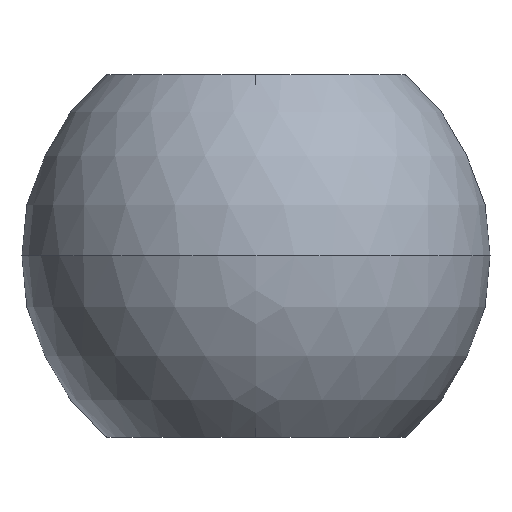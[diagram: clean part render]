
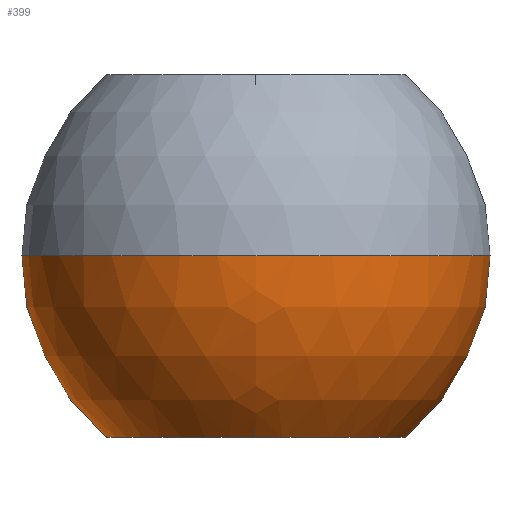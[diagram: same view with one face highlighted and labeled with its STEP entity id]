
A CAD part, left-side view. The second image highlights one B-rep face of the part: STEP entity #399.
In plain terms, the highlighted spherical face has radius 2.75 mm.
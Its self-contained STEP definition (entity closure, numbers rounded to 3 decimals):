
#7 = CIRCLE ( 'NONE', #312, 1.75 ) ;
#17 = CARTESIAN_POINT ( 'NONE',  ( 2.168, 0., -1.692 ) ) ;
#19 = DIRECTION ( 'NONE',  ( 0., 0., -1. ) ) ;
#22 = CARTESIAN_POINT ( 'NONE',  ( 0., 0., 0. ) ) ;
#26 = CARTESIAN_POINT ( 'NONE',  ( 0., 0., -2.121 ) ) ;
#28 = CIRCLE ( 'NONE', #246, 2.75 ) ;
#34 = DIRECTION ( 'NONE',  ( 0., 0., 1. ) ) ;
#44 = DIRECTION ( 'NONE',  ( 0., 0., 1. ) ) ;
#49 = DIRECTION ( 'NONE',  ( 1., 0., 0. ) ) ;
#57 = EDGE_LOOP ( 'NONE', ( #445, #261, #196, #438 ) ) ;
#64 = ORIENTED_EDGE ( 'NONE', *, *, #416, .T. ) ;
#76 = CARTESIAN_POINT ( 'NONE',  ( 2.168, 0., 0. ) ) ;
#77 = CARTESIAN_POINT ( 'NONE',  ( -1.75, 0., -2.121 ) ) ;
#81 = DIRECTION ( 'NONE',  ( 0., 1., 0. ) ) ;
#95 = CIRCLE ( 'NONE', #256, 2.75 ) ;
#107 = DIRECTION ( 'NONE',  ( 0., 0., -1. ) ) ;
#113 = DIRECTION ( 'NONE',  ( 0., 0., 1. ) ) ;
#114 = CIRCLE ( 'NONE', #289, 1.75 ) ;
#122 = ORIENTED_EDGE ( 'NONE', *, *, #376, .T. ) ;
#124 = EDGE_LOOP ( 'NONE', ( #64, #122 ) ) ;
#126 = CARTESIAN_POINT ( 'NONE',  ( 2.168, 1.692, 0. ) ) ;
#130 = VERTEX_POINT ( 'NONE', #126 ) ;
#132 = DIRECTION ( 'NONE',  ( 0., 0., 1. ) ) ;
#142 = CARTESIAN_POINT ( 'NONE',  ( -2.75, 0., 0. ) ) ;
#150 = VERTEX_POINT ( 'NONE', #17 ) ;
#166 = VERTEX_POINT ( 'NONE', #77 ) ;
#182 = DIRECTION ( 'NONE',  ( 0., 0., 1. ) ) ;
#186 = DIRECTION ( 'NONE',  ( 0., 1., 0. ) ) ;
#193 = FACE_BOUND ( 'NONE', #124, .T. ) ;
#196 = ORIENTED_EDGE ( 'NONE', *, *, #302, .T. ) ;
#204 = DIRECTION ( 'NONE',  ( 1., 0., 0. ) ) ;
#222 = CARTESIAN_POINT ( 'NONE',  ( 0., 0., 0. ) ) ;
#223 = CARTESIAN_POINT ( 'NONE',  ( 2.168, -1.692, 0. ) ) ;
#246 = AXIS2_PLACEMENT_3D ( 'NONE', #222, #19, #186 ) ;
#256 = AXIS2_PLACEMENT_3D ( 'NONE', #388, #132, #204 ) ;
#261 = ORIENTED_EDGE ( 'NONE', *, *, #367, .T. ) ;
#262 = VERTEX_POINT ( 'NONE', #337 ) ;
#283 = AXIS2_PLACEMENT_3D ( 'NONE', #76, #353, #44 ) ;
#289 = AXIS2_PLACEMENT_3D ( 'NONE', #384, #34, #359 ) ;
#296 = AXIS2_PLACEMENT_3D ( 'NONE', #446, #421, #113 ) ;
#302 = EDGE_CURVE ( 'NONE', #317, #443, #28, .T. ) ;
#304 = CIRCLE ( 'NONE', #296, 1.692 ) ;
#307 = EDGE_CURVE ( 'NONE', #130, #443, #95, .T. ) ;
#312 = AXIS2_PLACEMENT_3D ( 'NONE', #26, #182, #49 ) ;
#317 = VERTEX_POINT ( 'NONE', #223 ) ;
#337 = CARTESIAN_POINT ( 'NONE',  ( 1.75, 0., -2.121 ) ) ;
#353 = DIRECTION ( 'NONE',  ( -1., 0., 0. ) ) ;
#359 = DIRECTION ( 'NONE',  ( 1., 0., 0. ) ) ;
#363 = EDGE_CURVE ( 'NONE', #130, #150, #304, .T. ) ;
#367 = EDGE_CURVE ( 'NONE', #150, #317, #444, .T. ) ;
#376 = EDGE_CURVE ( 'NONE', #166, #262, #114, .T. ) ;
#377 = SPHERICAL_SURFACE ( 'NONE', #441, 2.75 ) ;
#384 = CARTESIAN_POINT ( 'NONE',  ( 0., 0., -2.121 ) ) ;
#388 = CARTESIAN_POINT ( 'NONE',  ( 0., 0., 0. ) ) ;
#399 = ADVANCED_FACE ( 'NONE', ( #193, #442 ), #377, .T. ) ;
#416 = EDGE_CURVE ( 'NONE', #262, #166, #7, .T. ) ;
#421 = DIRECTION ( 'NONE',  ( -1., 0., 0. ) ) ;
#438 = ORIENTED_EDGE ( 'NONE', *, *, #307, .F. ) ;
#441 = AXIS2_PLACEMENT_3D ( 'NONE', #22, #107, #81 ) ;
#442 = FACE_OUTER_BOUND ( 'NONE', #57, .T. ) ;
#443 = VERTEX_POINT ( 'NONE', #142 ) ;
#444 = CIRCLE ( 'NONE', #283, 1.692 ) ;
#445 = ORIENTED_EDGE ( 'NONE', *, *, #363, .T. ) ;
#446 = CARTESIAN_POINT ( 'NONE',  ( 2.168, 0., 0. ) ) ;
